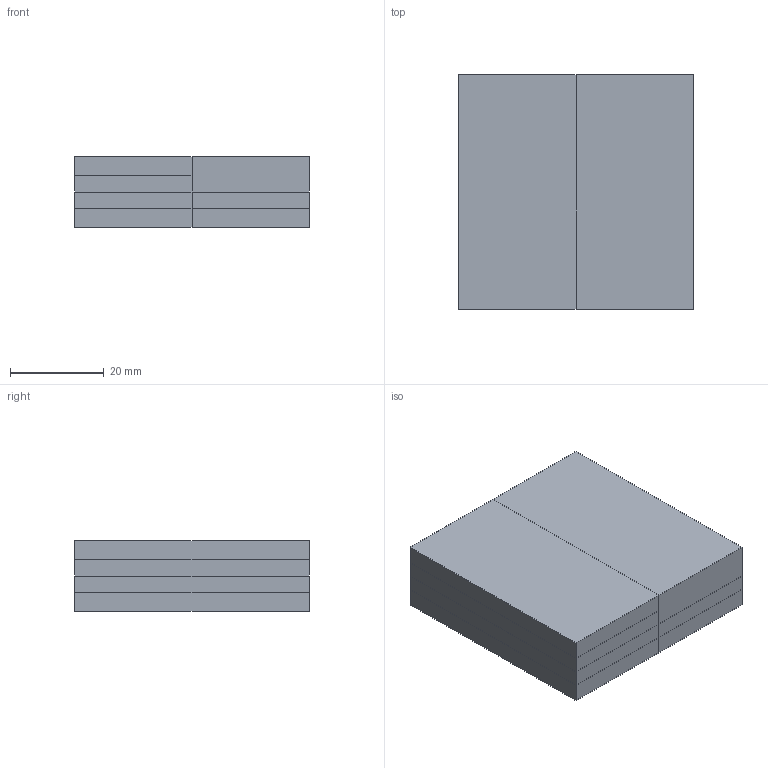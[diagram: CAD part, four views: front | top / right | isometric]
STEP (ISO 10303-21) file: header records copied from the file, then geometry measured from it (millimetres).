
FILE_DESCRIPTION(/* description */ (''),/* implementation_level */ '2;1');
FILE_NAME(/* name */ 'BaffleMultiRegion.step',/* time_stamp */ '2025-07-22T21:18:04-05:00',/* author */ (''),/* organization */ (''),/* preprocessor_version */ 'ST-DEVELOPER v20.1',/* originating_system */ 'Autodesk Translation Framework v14.10.0.0',/* authorisation */ '');
FILE_SCHEMA (('AUTOMOTIVE_DESIGN { 1 0 10303 214 3 1 1 }'));
Length unit declared in the file: millimetre
Products named in the file (7): BaffleMultiRegion; main_body; second_body; middle_baffle_both_region; lower_baffle_both_region; upper_baffle_single_region; side_patch_surface
Assembly tree (6 placements, depth 2):
  BaffleMultiRegion
    main_body
    second_body
    middle_baffle_both_region
    lower_baffle_both_region
    upper_baffle_single_region
    side_patch_surface
Bounding box: 50 x 50 x 15 mm (x, y, z)
Volume: 37500 mm3; surface area: 16500 mm2
Topology: 2 solids, 6 shells, 16 faces, 40 edges, 32 vertices
Faces by surface type: plane 16
Entity records: 689 total; most frequent: CARTESIAN_POINT 101, DIRECTION 98, ORIENTED_EDGE 64, LINE 40, VECTOR 40, EDGE_CURVE 40, VERTEX_POINT 32, AXIS2_PLACEMENT_3D 29
